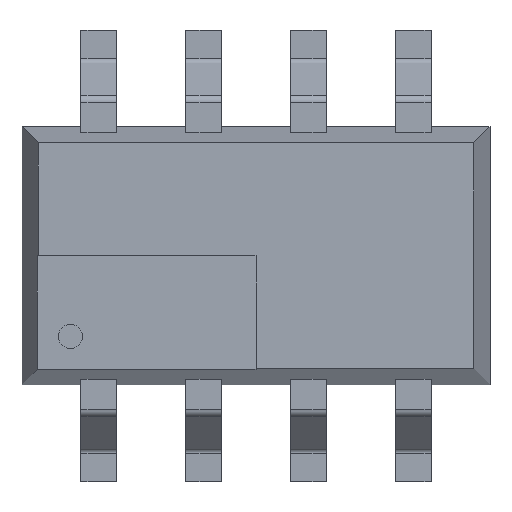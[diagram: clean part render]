
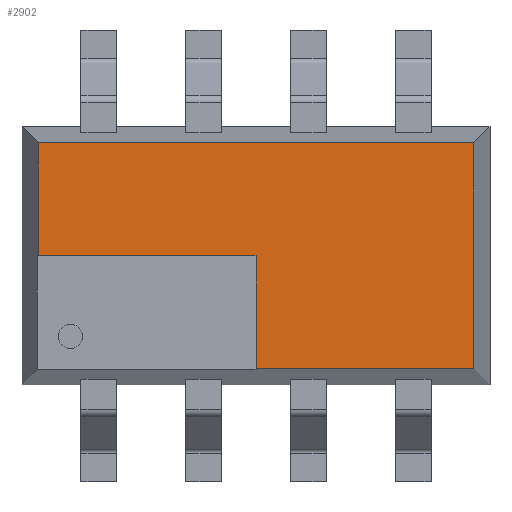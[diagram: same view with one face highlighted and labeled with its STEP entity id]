
A CAD part, top view. The second image highlights one B-rep face of the part: STEP entity #2902.
In plain terms, the highlighted planar face has unit normal (0, 0, 1).
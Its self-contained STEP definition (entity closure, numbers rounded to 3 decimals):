
#44=DIRECTION('',(1.,0.,0.));
#45=VECTOR('',#44,1.35);
#46=CARTESIAN_POINT('',(-1.35,0.,0.9));
#47=LINE('',#46,#45);
#52=DIRECTION('',(0.,-1.,0.));
#53=VECTOR('',#52,0.7);
#54=CARTESIAN_POINT('',(-1.35,0.7,0.9));
#55=LINE('',#54,#53);
#59=DIRECTION('',(-1.,0.,0.));
#60=VECTOR('',#59,2.7);
#61=CARTESIAN_POINT('',(1.35,0.7,0.9));
#62=LINE('',#61,#60);
#66=DIRECTION('',(0.,1.,0.));
#67=VECTOR('',#66,1.4);
#68=CARTESIAN_POINT('',(1.35,-0.7,0.9));
#69=LINE('',#68,#67);
#73=DIRECTION('',(1.,0.,0.));
#74=VECTOR('',#73,1.35);
#75=CARTESIAN_POINT('',(0.,-0.7,0.9));
#76=LINE('',#75,#74);
#80=DIRECTION('',(0.,1.,0.));
#81=VECTOR('',#80,0.7);
#82=CARTESIAN_POINT('',(0.,-0.7,0.9));
#83=LINE('',#82,#81);
#2455=CARTESIAN_POINT('',(1.35,0.7,0.9));
#2456=CARTESIAN_POINT('',(-1.35,0.7,0.9));
#2457=VERTEX_POINT('',#2455);
#2458=VERTEX_POINT('',#2456);
#2459=CARTESIAN_POINT('',(1.35,-0.7,0.9));
#2460=VERTEX_POINT('',#2459);
#2491=CARTESIAN_POINT('',(-1.35,0.,0.9));
#2492=CARTESIAN_POINT('',(0.,0.,0.9));
#2493=VERTEX_POINT('',#2491);
#2494=VERTEX_POINT('',#2492);
#2495=CARTESIAN_POINT('',(0.,-0.7,0.9));
#2496=VERTEX_POINT('',#2495);
#2883=CARTESIAN_POINT('',(0.,0.,0.9));
#2884=DIRECTION('',(0.,0.,-1.));
#2885=DIRECTION('',(0.,1.,0.));
#2886=AXIS2_PLACEMENT_3D('',#2883,#2884,#2885);
#2887=PLANE('',#2886);
#2889=ORIENTED_EDGE('',*,*,#2888,.F.);
#2891=ORIENTED_EDGE('',*,*,#2890,.F.);
#2893=ORIENTED_EDGE('',*,*,#2892,.F.);
#2895=ORIENTED_EDGE('',*,*,#2894,.F.);
#2897=ORIENTED_EDGE('',*,*,#2896,.F.);
#2899=ORIENTED_EDGE('',*,*,#2898,.T.);
#2900=EDGE_LOOP('',(#2889,#2891,#2893,#2895,#2897,#2899));
#2901=FACE_OUTER_BOUND('',#2900,.F.);
#2902=ADVANCED_FACE('',(#2901),#2887,.F.);
#2888=EDGE_CURVE('',#2493,#2494,#47,.T.);
#2890=EDGE_CURVE('',#2458,#2493,#55,.T.);
#2892=EDGE_CURVE('',#2457,#2458,#62,.T.);
#2894=EDGE_CURVE('',#2460,#2457,#69,.T.);
#2896=EDGE_CURVE('',#2496,#2460,#76,.T.);
#2898=EDGE_CURVE('',#2496,#2494,#83,.T.);
